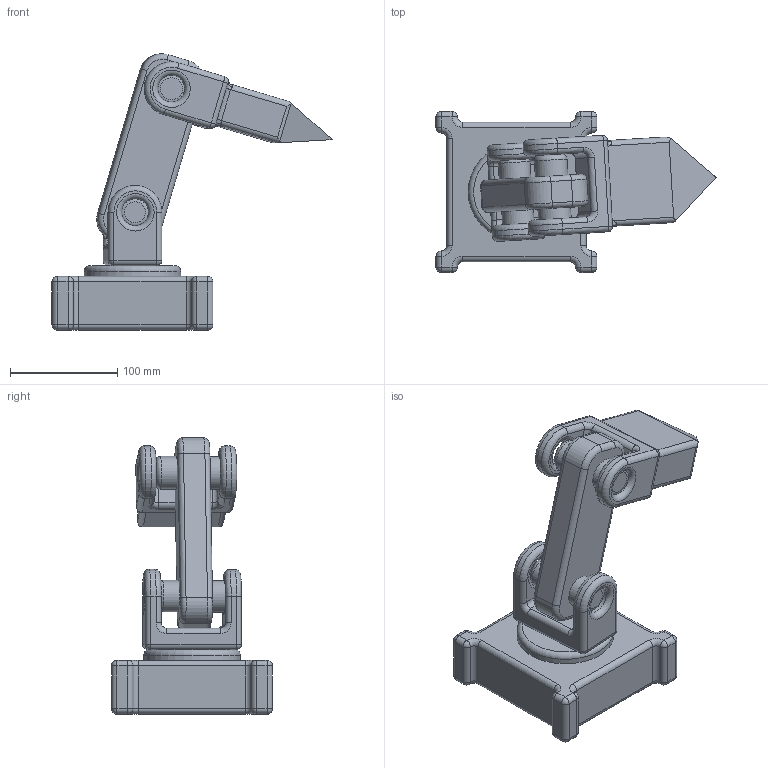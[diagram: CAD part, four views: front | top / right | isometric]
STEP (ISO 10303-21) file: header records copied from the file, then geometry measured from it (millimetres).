
FILE_DESCRIPTION(/* description */ ('STEP AP242','CAx-IF Rec.Pracs.---Representation and Presentation of Product Manufacturing Information (PMI)---4.0---2014-10-13','CAx-IF Rec.Pracs.---3D Tessellated Geometry---0.4---2014-09-14','2;1'),/* implementation_level */ '2;1');
FILE_NAME(/* name */ '68a1d22d72bd5126d2144f63',/* time_stamp */ '2025-08-17T12:59:26Z',/* author */ (''),/* organization */ (''),/* preprocessor_version */ 'ST-DEVELOPER v20',/* originating_system */ 'ONSHAPE BY PTC INC, 1.202',/* authorisation */ ' ');
FILE_SCHEMA (('AP242_MANAGED_MODEL_BASED_3D_ENGINEERING_MIM_LF { 1 0 10303 442 1 1 4 }'));
Length unit declared in the file: metre
Products named in the file (5): Assembly 1; Base; Link_3; Link_1; Link_2
Assembly tree (4 placements, depth 2):
  Assembly 1
    Base
    Link_3
    Link_1
    Link_2
Bounding box: 260.93 x 150 x 257.34 mm (x, y, z)
Volume: 1853281.9 mm3; surface area: 172976.1 mm2
Topology: 4 solids, 4 shells, 250 faces, 565 edges, 296 vertices
Faces by surface type: cylinder 109, torus 53, plane 48, sphere 32, bspline 8
Full cylindrical faces by diameter (mm): 25 x4, 29.619 x2, 30.574 x2, 90 x1
Entity records: 6814 total; most frequent: CARTESIAN_POINT 1286, DIRECTION 1272, ORIENTED_EDGE 1022, AXIS2_PLACEMENT_3D 538, EDGE_CURVE 511, VERTEX_POINT 296, EDGE_LOOP 285, FACE_BOUND 285
